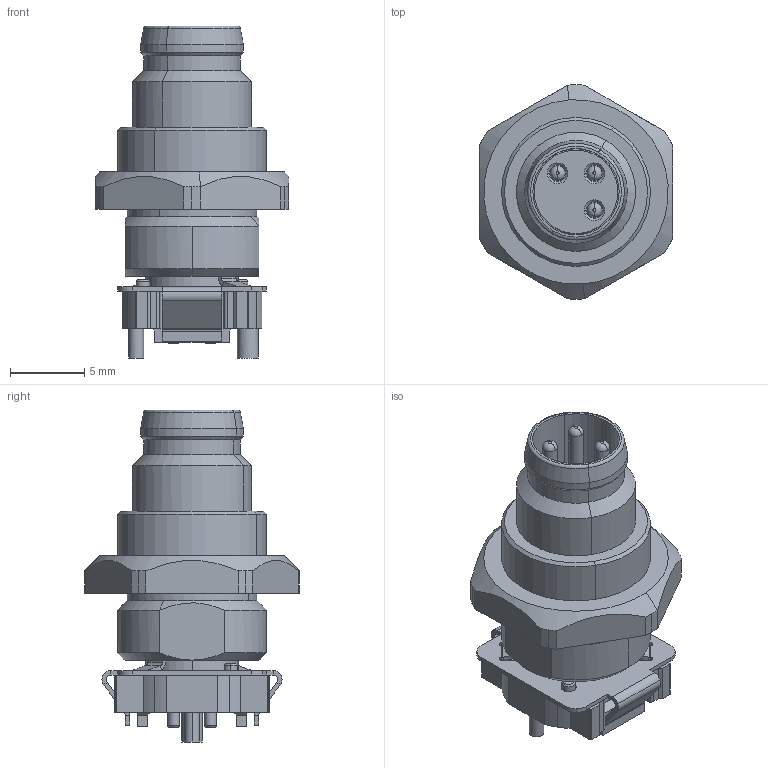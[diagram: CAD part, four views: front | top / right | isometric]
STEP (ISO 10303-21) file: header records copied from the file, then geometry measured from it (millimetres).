
FILE_DESCRIPTION(('CATIA V5R24 STEP','CAx-IF Rec.Pracs.--- Model Styling and Organization---1.2---2011-12-15'),'2;1');
FILE_NAME ('D1461796_0_2422320000_2422320000.stp','2017-09-07T12:19:57+00:00',('none'),('Weidmueller'),'CATIA Version 5-6 Release 2014 SP4 HF52','CATIA V5 STEP AP214','none');
FILE_SCHEMA(('AUTOMOTIVE_DESIGN { 1 0 10303 214 1 1 1 1 }'));
Length unit declared in the file: millimetre
Products named in the file (1): 2422320000
Bounding box: 13 x 14.4 x 22.3 mm (x, y, z)
Volume: 1218.4 mm3; surface area: 2021.5 mm2
Topology: 3 solids, 3 shells, 411 faces, 1047 edges, 665 vertices
Faces by surface type: cylinder 176, plane 171, cone 30, torus 26, bspline 8
Entity records: 13242 total; most frequent: CARTESIAN_POINT 3732, ORIENTED_EDGE 2094, DIRECTION 1649, EDGE_CURVE 1047, AXIS2_PLACEMENT_3D 716, VERTEX_POINT 665, VECTOR 543, LINE 543
